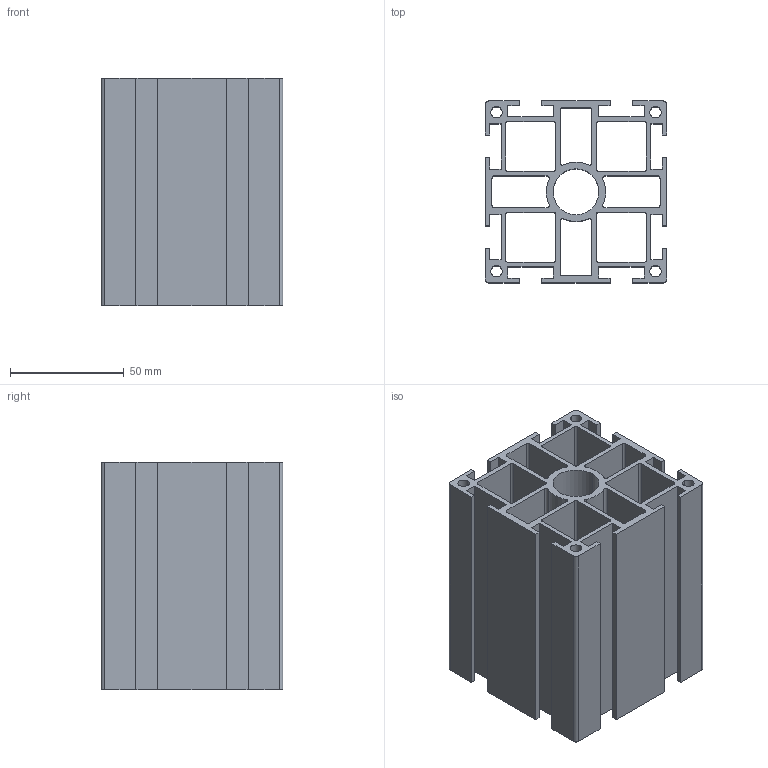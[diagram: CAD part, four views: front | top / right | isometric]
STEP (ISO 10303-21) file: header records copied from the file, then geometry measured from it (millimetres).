
FILE_DESCRIPTION(('Creo Elements/Direct Modeling STEP Export'),'2;1');
FILE_NAME('88.0000_Quadratprofil-MMS-88_80x80mm.stp','2022-03-18T14:21:53',(''),(''),'PTC Creo Elements/Direct Modeling STEP processor for AP214 (Solid Model)','PTC Creo Elements/Direct Modeling 19.0C 15-Aug-2015 (C) Parametric Technology GmbH','');
FILE_SCHEMA(('AUTOMOTIVE_DESIGN { 1 0 10303 214 1 1 1 1 }'));
Length unit declared in the file: millimetre
Products named in the file (2): Quadratprofil-MMS-88_80x80mm_88.0000_PX175827
Assembly tree (1 placements, depth 2):
  Quadratprofil-MMS-88_80x80mm_88.0000_PX175827
    Quadratprofil-MMS-88_80x80mm_88.0000_PX175827
Bounding box: 80 x 80 x 100 mm (x, y, z)
Volume: 172912.3 mm3; surface area: 140469.7 mm2
Topology: 1 solids, 1 shells, 148 faces, 446 edges, 300 vertices
Faces by surface type: plane 98, cylinder 50
Entity records: 5029 total; most frequent: ORIENTED_EDGE 892, CARTESIAN_POINT 878, DIRECTION 818, EDGE_CURVE 446, VECTOR 338, LINE 338, VERTEX_POINT 300, AXIS2_PLACEMENT_3D 240
